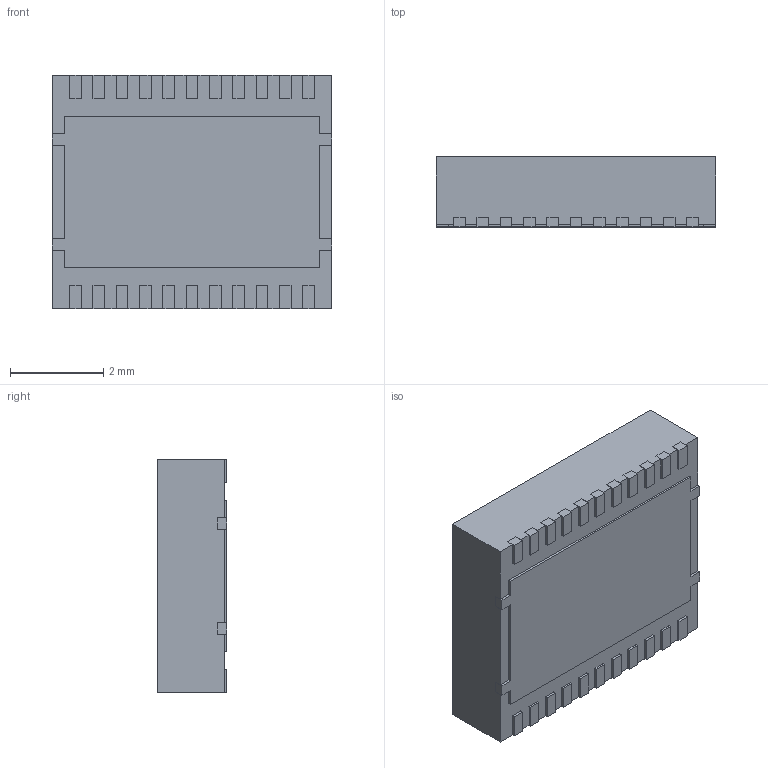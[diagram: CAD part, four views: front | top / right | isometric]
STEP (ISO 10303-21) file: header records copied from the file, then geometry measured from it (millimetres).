
FILE_DESCRIPTION (( 'STEP AP214' ), '1' );
FILE_NAME ('TPS53318DQPT.STEP', '2019-04-06T19:29:33', ( '' ), ( '' ), 'SwSTEP 2.0', 'SolidWorks 2017', '' );
FILE_SCHEMA (( 'AUTOMOTIVE_DESIGN' ));
Length unit declared in the file: millimetre
Products named in the file (1): TPS53318DQPT
Bounding box: 6 x 1.5 x 5 mm (x, y, z)
Volume: 44.5 mm3; surface area: 149.9 mm2
Topology: 24 solids, 24 shells, 268 faces, 660 edges, 440 vertices
Faces by surface type: plane 268
Entity records: 7985 total; most frequent: CARTESIAN_POINT 1369, ORIENTED_EDGE 1320, DIRECTION 1198, LINE 660, EDGE_CURVE 660, VECTOR 660, VERTEX_POINT 440, AXIS2_PLACEMENT_3D 269
